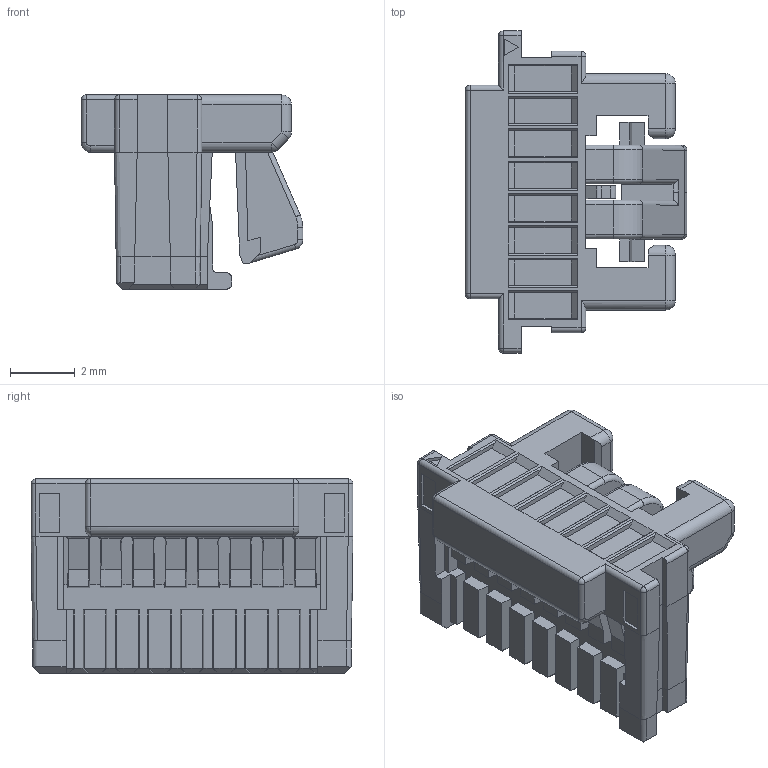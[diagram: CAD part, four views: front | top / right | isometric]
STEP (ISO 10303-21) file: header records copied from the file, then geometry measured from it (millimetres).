
FILE_DESCRIPTION(('CoCreate Modeling STEP Export'),'2;1');
FILE_NAME('DF50A-8S-1C.stp','2012-01-20T17:02:54',(''),(''),'CoCreate Modeling STEP processor for AP214 (Solid Model)','CoCreate Modeling 17.0 01-Apr-2010 (C) Parametric Technology GmbH','');
FILE_SCHEMA(('AUTOMOTIVE_DESIGN { 1 0 10303 214 1 1 1 1 }'));
Length unit declared in the file: millimetre
Products named in the file (1): DF50A-8S-1C
Bounding box: 6.85 x 9.95 x 6 mm (x, y, z)
Volume: 167.2 mm3; surface area: 359.5 mm2
Topology: 1 solids, 1 shells, 470 faces, 1263 edges, 792 vertices
Faces by surface type: plane 349, cylinder 91, sphere 14, torus 8, bspline 8
Entity records: 15952 total; most frequent: CARTESIAN_POINT 4377, ORIENTED_EDGE 2498, DIRECTION 2239, EDGE_CURVE 1249, VECTOR 1011, LINE 1011, VERTEX_POINT 792, AXIS2_PLACEMENT_3D 614
